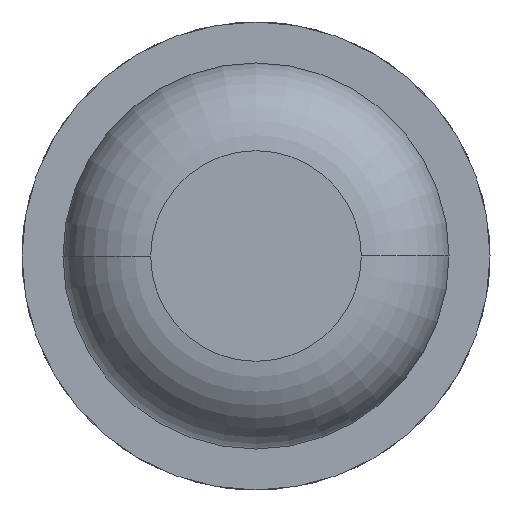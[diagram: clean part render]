
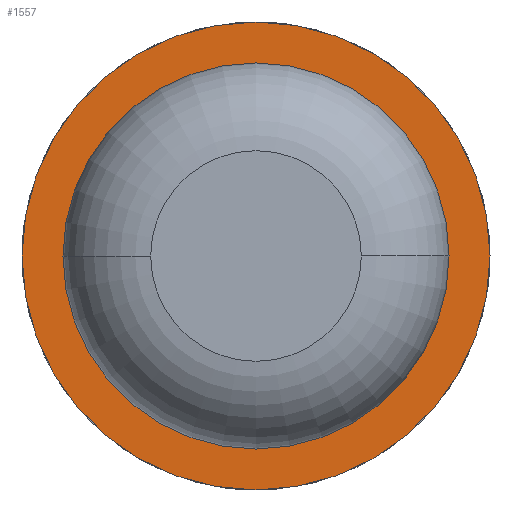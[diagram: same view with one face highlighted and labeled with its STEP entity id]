
A CAD part, front view. The second image highlights one B-rep face of the part: STEP entity #1557.
In plain terms, the highlighted planar face has unit normal (0, -1, 0).
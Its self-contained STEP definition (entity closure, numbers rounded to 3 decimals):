
#62 = PLANE ( 'NONE',  #2822 ) ;
#289 = DIRECTION ( 'NONE',  ( -1., 0., 0. ) ) ;
#358 = AXIS2_PLACEMENT_3D ( 'NONE', #1908, #1421, #2964 ) ;
#366 = AXIS2_PLACEMENT_3D ( 'NONE', #1268, #2020, #1503 ) ;
#369 = DIRECTION ( 'NONE',  ( -1., 0., 0. ) ) ;
#493 = EDGE_LOOP ( 'NONE', ( #1294, #1016 ) ) ;
#495 = EDGE_CURVE ( 'Defeature ausgef�hrt1_6+Defeature ausgef�hrt1_5+Defeature ausgef�hrt1_5+Defeature ausgef�hrt1_5', #3136, #2646, #1117, .T. ) ;
#554 = CARTESIAN_POINT ( 'NONE',  ( 0., -6., 0. ) ) ;
#576 = CARTESIAN_POINT ( 'NONE',  ( -1., -6., 0. ) ) ;
#849 = VERTEX_POINT ( 'NONE', #1188 ) ;
#899 = EDGE_CURVE ( 'Defeature ausgef�hrt1_5+Defeature ausgef�hrt1_0+Defeature ausgef�hrt1_0+Defeature ausgef�hrt1_0', #849, #2545, #1791, .T. ) ;
#1016 = ORIENTED_EDGE ( 'NONE', *, *, #899, .T. ) ;
#1025 = EDGE_LOOP ( 'NONE', ( #2025, #1277 ) ) ;
#1117 = CIRCLE ( 'NONE', #3124, 1. ) ;
#1187 = CIRCLE ( 'NONE', #366, 0.825 ) ;
#1188 = CARTESIAN_POINT ( 'NONE',  ( 0.825, -6., 0. ) ) ;
#1268 = CARTESIAN_POINT ( 'NONE',  ( 0., -6., 0. ) ) ;
#1277 = ORIENTED_EDGE ( 'NONE', *, *, #2828, .F. ) ;
#1294 = ORIENTED_EDGE ( 'NONE', *, *, #1757, .T. ) ;
#1421 = DIRECTION ( 'NONE',  ( 0., 1., 0. ) ) ;
#1503 = DIRECTION ( 'NONE',  ( -1., 0., 0. ) ) ;
#1554 = DIRECTION ( 'NONE',  ( -1., 0., 0. ) ) ;
#1557 = ADVANCED_FACE ( 'Defeature ausgef�hrt1_5', ( #2994, #2913 ), #62, .F. ) ;
#1757 = EDGE_CURVE ( 'Defeature ausgef�hrt1_5+Defeature ausgef�hrt1_0+Defeature ausgef�hrt1_0+Defeature ausgef�hrt1_0', #2545, #849, #1187, .T. ) ;
#1773 = CIRCLE ( 'NONE', #358, 1. ) ;
#1791 = CIRCLE ( 'NONE', #2334, 0.825 ) ;
#1821 = CARTESIAN_POINT ( 'NONE',  ( 0.825, -6., 0. ) ) ;
#1908 = CARTESIAN_POINT ( 'NONE',  ( 0., -6., 0. ) ) ;
#2020 = DIRECTION ( 'NONE',  ( 0., 1., 0. ) ) ;
#2025 = ORIENTED_EDGE ( 'NONE', *, *, #495, .F. ) ;
#2093 = DIRECTION ( 'NONE',  ( 0., 1., 0. ) ) ;
#2334 = AXIS2_PLACEMENT_3D ( 'NONE', #2389, #2668, #369 ) ;
#2389 = CARTESIAN_POINT ( 'NONE',  ( 0., -6., 0. ) ) ;
#2504 = CARTESIAN_POINT ( 'NONE',  ( -0.825, -6., 0. ) ) ;
#2545 = VERTEX_POINT ( 'NONE', #2504 ) ;
#2584 = DIRECTION ( 'NONE',  ( 0., 1., 0. ) ) ;
#2646 = VERTEX_POINT ( 'NONE', #3028 ) ;
#2668 = DIRECTION ( 'NONE',  ( 0., 1., 0. ) ) ;
#2822 = AXIS2_PLACEMENT_3D ( 'NONE', #1821, #2093, #1554 ) ;
#2828 = EDGE_CURVE ( 'Defeature ausgef�hrt1_6+Defeature ausgef�hrt1_5+Defeature ausgef�hrt1_5+Defeature ausgef�hrt1_5', #2646, #3136, #1773, .T. ) ;
#2913 = FACE_BOUND ( 'NONE', #493, .T. ) ;
#2964 = DIRECTION ( 'NONE',  ( -1., 0., 0. ) ) ;
#2994 = FACE_OUTER_BOUND ( 'NONE', #1025, .T. ) ;
#3028 = CARTESIAN_POINT ( 'NONE',  ( 1., -6., 0. ) ) ;
#3124 = AXIS2_PLACEMENT_3D ( 'NONE', #554, #2584, #289 ) ;
#3136 = VERTEX_POINT ( 'NONE', #576 ) ;
